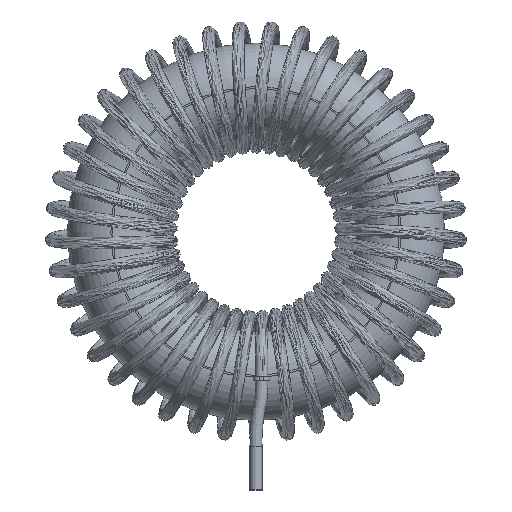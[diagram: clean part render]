
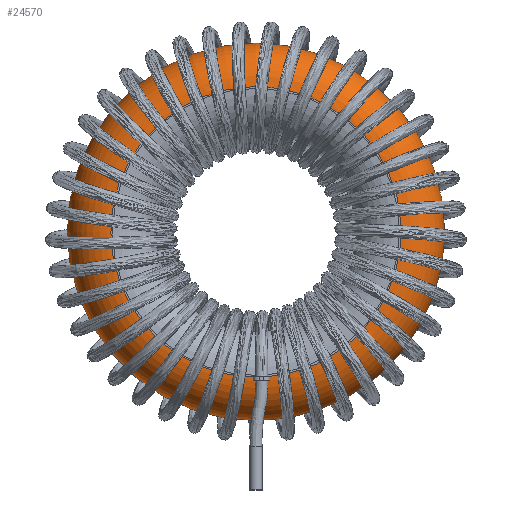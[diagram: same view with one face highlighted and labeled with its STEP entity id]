
A CAD part, front view. The second image highlights one B-rep face of the part: STEP entity #24570.
In plain terms, the highlighted toroidal (fillet/blend) face has major radius 6.664 mm and minor radius 2 mm.
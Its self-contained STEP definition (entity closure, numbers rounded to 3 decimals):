
#614 = VERTEX_POINT('',#615);
#615 = CARTESIAN_POINT('',(0.,-1.036,-8.664));
#621 = EDGE_CURVE('',#614,#614,#622,.T.);
#622 = CIRCLE('',#623,8.664);
#623 = AXIS2_PLACEMENT_3D('',#624,#625,#626);
#624 = CARTESIAN_POINT('',(0.,-1.036,
    0.));
#625 = DIRECTION('',(0.,-1.,0.));
#626 = DIRECTION('',(0.,0.,-1.));
#24570 = ADVANCED_FACE('',(#24571),#24665,.T.);
#24571 = FACE_BOUND('',#24572,.T.);
#24572 = EDGE_LOOP('',(#24573,#24574,#24583,#24593,#24614,#24623,#24633,
    #24652,#24664));
#24573 = ORIENTED_EDGE('',*,*,#621,.T.);
#24574 = ORIENTED_EDGE('',*,*,#24575,.T.);
#24575 = EDGE_CURVE('',#614,#24576,#24578,.T.);
#24576 = VERTEX_POINT('',#24577);
#24577 = CARTESIAN_POINT('',(0.,-3.028,
    -6.841));
#24578 = CIRCLE('',#24579,2.);
#24579 = AXIS2_PLACEMENT_3D('',#24580,#24581,#24582);
#24580 = CARTESIAN_POINT('',(0.,-1.036,-6.664));
#24581 = DIRECTION('',(-1.,0.,0.));
#24582 = DIRECTION('',(0.,0.,-1.));
#24583 = ORIENTED_EDGE('',*,*,#24584,.F.);
#24584 = EDGE_CURVE('',#24585,#24576,#24587,.T.);
#24585 = VERTEX_POINT('',#24586);
#24586 = CARTESIAN_POINT('',(-0.125,-3.028,
    -6.841));
#24587 = B_SPLINE_CURVE_WITH_KNOTS('',4,(#24588,#24589,#24590,#24591,
    #24592),.UNSPECIFIED.,.F.,.F.,(5,5),(0.,1.),
  .PIECEWISE_BEZIER_KNOTS.);
#24588 = CARTESIAN_POINT('',(-0.201,-3.028,
    -6.841));
#24589 = CARTESIAN_POINT('',(-0.153,-3.028,
    -6.841));
#24590 = CARTESIAN_POINT('',(-0.103,-3.028,
    -6.841));
#24591 = CARTESIAN_POINT('',(-0.051,-3.028,
    -6.841));
#24592 = CARTESIAN_POINT('',(0.,-3.028,
    -6.841));
#24593 = ORIENTED_EDGE('',*,*,#24594,.T.);
#24594 = EDGE_CURVE('',#24585,#24595,#24597,.T.);
#24595 = VERTEX_POINT('',#24596);
#24596 = CARTESIAN_POINT('',(-0.125,-3.036,-6.663));
#24597 = B_SPLINE_CURVE_WITH_KNOTS('',8,(#24598,#24599,#24600,#24601,
    #24602,#24603,#24604,#24605,#24606,#24607,#24608,#24609,#24610,
    #24611,#24612,#24613),.UNSPECIFIED.,.F.,.F.,(9,7,9),(0.,
    0.598,1.),.UNSPECIFIED.);
#24598 = CARTESIAN_POINT('',(-0.125,-3.026,
    -6.861));
#24599 = CARTESIAN_POINT('',(-0.125,-3.027,
    -6.85));
#24600 = CARTESIAN_POINT('',(-0.125,-3.028,
    -6.84));
#24601 = CARTESIAN_POINT('',(-0.125,-3.029,
    -6.828));
#24602 = CARTESIAN_POINT('',(-0.125,-3.03,
    -6.817));
#24603 = CARTESIAN_POINT('',(-0.125,-3.031,
    -6.804));
#24604 = CARTESIAN_POINT('',(-0.125,-3.032,
    -6.791));
#24605 = CARTESIAN_POINT('',(-0.125,-3.033,
    -6.777));
#24606 = CARTESIAN_POINT('',(-0.125,-3.034,
    -6.751));
#24607 = CARTESIAN_POINT('',(-0.125,-3.035,
    -6.74));
#24608 = CARTESIAN_POINT('',(-0.125,-3.035,
    -6.729));
#24609 = CARTESIAN_POINT('',(-0.125,-3.035,
    -6.716));
#24610 = CARTESIAN_POINT('',(-0.125,-3.036,
    -6.704));
#24611 = CARTESIAN_POINT('',(-0.125,-3.036,
    -6.69));
#24612 = CARTESIAN_POINT('',(-0.125,-3.036,
    -6.677));
#24613 = CARTESIAN_POINT('',(-0.125,-3.036,-6.663));
#24614 = ORIENTED_EDGE('',*,*,#24615,.F.);
#24615 = EDGE_CURVE('',#24616,#24595,#24618,.T.);
#24616 = VERTEX_POINT('',#24617);
#24617 = CARTESIAN_POINT('',(0.558,-3.036,-6.641));
#24618 = CIRCLE('',#24619,6.664);
#24619 = AXIS2_PLACEMENT_3D('',#24620,#24621,#24622);
#24620 = CARTESIAN_POINT('',(0.,-3.036,
    0.));
#24621 = DIRECTION('',(0.,-1.,0.));
#24622 = DIRECTION('',(0.,0.,-1.));
#24623 = ORIENTED_EDGE('',*,*,#24624,.F.);
#24624 = EDGE_CURVE('',#24625,#24616,#24627,.T.);
#24625 = VERTEX_POINT('',#24626);
#24626 = CARTESIAN_POINT('',(0.635,-3.036,
    -6.641));
#24627 = B_SPLINE_CURVE_WITH_KNOTS('',4,(#24628,#24629,#24630,#24631,
    #24632),.UNSPECIFIED.,.F.,.F.,(5,5),(0.,1.),
  .PIECEWISE_BEZIER_KNOTS.);
#24628 = CARTESIAN_POINT('',(0.711,-3.036,
    -6.641));
#24629 = CARTESIAN_POINT('',(0.672,-3.036,
    -6.641));
#24630 = CARTESIAN_POINT('',(0.634,-3.036,
    -6.641));
#24631 = CARTESIAN_POINT('',(0.596,-3.036,
    -6.641));
#24632 = CARTESIAN_POINT('',(0.558,-3.036,-6.641));
#24633 = ORIENTED_EDGE('',*,*,#24634,.F.);
#24634 = EDGE_CURVE('',#24635,#24625,#24637,.T.);
#24635 = VERTEX_POINT('',#24636);
#24636 = CARTESIAN_POINT('',(0.635,-3.025,
    -6.841));
#24637 = B_SPLINE_CURVE_WITH_KNOTS('',7,(#24638,#24639,#24640,#24641,
    #24642,#24643,#24644,#24645,#24646,#24647,#24648,#24649,#24650,
    #24651),.UNSPECIFIED.,.F.,.F.,(8,6,8),(0.,0.57,1.),
  .UNSPECIFIED.);
#24638 = CARTESIAN_POINT('',(0.635,-3.023,
    -6.861));
#24639 = CARTESIAN_POINT('',(0.635,-3.025,
    -6.847));
#24640 = CARTESIAN_POINT('',(0.635,-3.026,
    -6.833));
#24641 = CARTESIAN_POINT('',(0.635,-3.028,
    -6.818));
#24642 = CARTESIAN_POINT('',(0.635,-3.029,
    -6.802));
#24643 = CARTESIAN_POINT('',(0.635,-3.03,
    -6.785));
#24644 = CARTESIAN_POINT('',(0.635,-3.032,
    -6.767));
#24645 = CARTESIAN_POINT('',(0.635,-3.034,
    -6.734));
#24646 = CARTESIAN_POINT('',(0.635,-3.034,
    -6.719));
#24647 = CARTESIAN_POINT('',(0.635,-3.035,
    -6.703));
#24648 = CARTESIAN_POINT('',(0.635,-3.035,
    -6.687));
#24649 = CARTESIAN_POINT('',(0.635,-3.036,
    -6.669));
#24650 = CARTESIAN_POINT('',(0.635,-3.036,
    -6.651));
#24651 = CARTESIAN_POINT('',(0.635,-3.036,-6.634));
#24652 = ORIENTED_EDGE('',*,*,#24653,.T.);
#24653 = EDGE_CURVE('',#24635,#24576,#24654,.T.);
#24654 = B_SPLINE_CURVE_WITH_KNOTS('',8,(#24655,#24656,#24657,#24658,
    #24659,#24660,#24661,#24662,#24663),.UNSPECIFIED.,.F.,.F.,(9,9),(
    0.,1.),.PIECEWISE_BEZIER_KNOTS.);
#24655 = CARTESIAN_POINT('',(0.711,-3.025,
    -6.841));
#24656 = CARTESIAN_POINT('',(0.635,-3.025,
    -6.841));
#24657 = CARTESIAN_POINT('',(0.556,-3.026,
    -6.841));
#24658 = CARTESIAN_POINT('',(0.471,-3.027,
    -6.841));
#24659 = CARTESIAN_POINT('',(0.382,-3.027,
    -6.841));
#24660 = CARTESIAN_POINT('',(0.29,-3.028,
    -6.841));
#24661 = CARTESIAN_POINT('',(0.194,-3.028,
    -6.841));
#24662 = CARTESIAN_POINT('',(0.097,-3.028,
    -6.841));
#24663 = CARTESIAN_POINT('',(0.,-3.028,
    -6.841));
#24664 = ORIENTED_EDGE('',*,*,#24575,.F.);
#24665 = TOROIDAL_SURFACE('',#24666,6.664,2.);
#24666 = AXIS2_PLACEMENT_3D('',#24667,#24668,#24669);
#24667 = CARTESIAN_POINT('',(0.,-1.036,
    0.));
#24668 = DIRECTION('',(0.,-1.,0.));
#24669 = DIRECTION('',(0.,0.,-1.));
